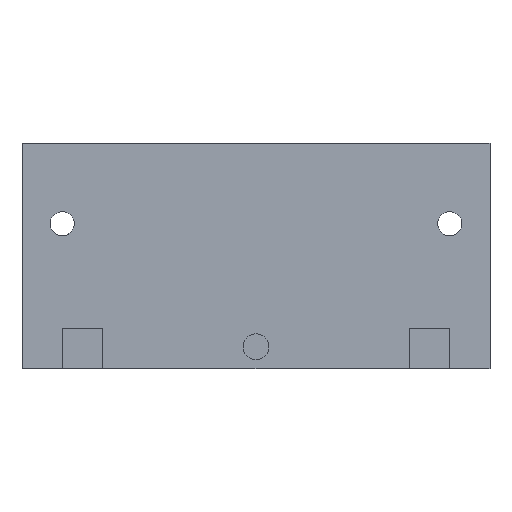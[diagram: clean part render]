
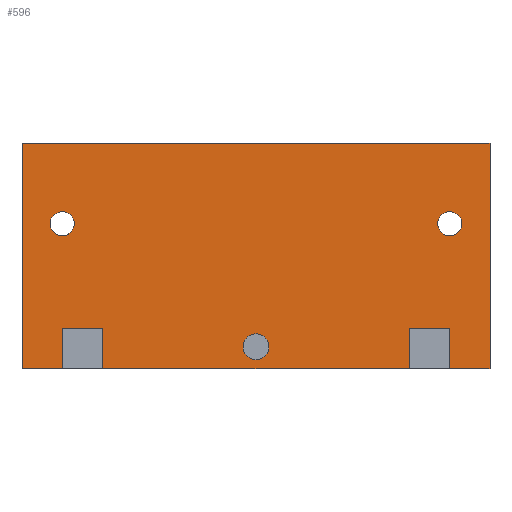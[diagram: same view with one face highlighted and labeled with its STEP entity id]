
A CAD part, front view. The second image highlights one B-rep face of the part: STEP entity #596.
In plain terms, the highlighted planar face has unit normal (0, -1, 0).
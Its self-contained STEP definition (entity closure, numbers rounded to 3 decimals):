
#31=FACE_BOUND('',#116,.T.);
#32=FACE_BOUND('',#117,.T.);
#33=FACE_BOUND('',#118,.T.);
#37=CIRCLE('',#623,1.6);
#39=CIRCLE('',#628,1.5);
#41=CIRCLE('',#631,1.5);
#79=FACE_OUTER_BOUND('',#115,.T.);
#115=EDGE_LOOP('',(#516,#517,#518,#519,#520,#521,#522,#523,#524,#525,#526,
#527));
#116=EDGE_LOOP('',(#528));
#117=EDGE_LOOP('',(#529));
#118=EDGE_LOOP('',(#530));
#149=LINE('',#942,#211);
#153=LINE('',#951,#215);
#157=LINE('',#960,#219);
#161=LINE('',#969,#223);
#163=LINE('',#974,#225);
#169=LINE('',#987,#231);
#171=LINE('',#993,#233);
#176=LINE('',#1005,#238);
#177=LINE('',#1007,#239);
#178=LINE('',#1008,#240);
#181=LINE('',#1014,#243);
#183=LINE('',#1018,#245);
#211=VECTOR('',#741,10.);
#215=VECTOR('',#747,10.);
#219=VECTOR('',#753,10.);
#223=VECTOR('',#759,10.);
#225=VECTOR('',#763,10.);
#231=VECTOR('',#775,10.);
#233=VECTOR('',#781,10.);
#238=VECTOR('',#792,10.);
#239=VECTOR('',#795,10.);
#240=VECTOR('',#796,10.);
#243=VECTOR('',#803,10.);
#245=VECTOR('',#809,10.);
#258=VERTEX_POINT('',#857);
#260=VERTEX_POINT('',#866);
#263=VERTEX_POINT('',#891);
#275=VERTEX_POINT('',#939);
#276=VERTEX_POINT('',#941);
#279=VERTEX_POINT('',#948);
#280=VERTEX_POINT('',#950);
#283=VERTEX_POINT('',#957);
#284=VERTEX_POINT('',#959);
#287=VERTEX_POINT('',#966);
#288=VERTEX_POINT('',#968);
#289=VERTEX_POINT('',#972);
#290=VERTEX_POINT('',#973);
#295=VERTEX_POINT('',#991);
#296=VERTEX_POINT('',#992);
#316=EDGE_CURVE('',#258,#258,#37,.T.);
#320=EDGE_CURVE('',#260,#260,#39,.T.);
#324=EDGE_CURVE('',#263,#263,#41,.T.);
#340=EDGE_CURVE('',#275,#276,#149,.T.);
#344=EDGE_CURVE('',#279,#280,#153,.T.);
#348=EDGE_CURVE('',#283,#284,#157,.T.);
#352=EDGE_CURVE('',#287,#288,#161,.T.);
#354=EDGE_CURVE('',#289,#290,#163,.T.);
#362=EDGE_CURVE('',#283,#288,#169,.T.);
#364=EDGE_CURVE('',#295,#296,#171,.T.);
#371=EDGE_CURVE('',#276,#289,#176,.T.);
#373=EDGE_CURVE('',#296,#287,#177,.T.);
#374=EDGE_CURVE('',#284,#279,#178,.T.);
#378=EDGE_CURVE('',#275,#280,#181,.T.);
#380=EDGE_CURVE('',#290,#295,#183,.T.);
#516=ORIENTED_EDGE('',*,*,#364,.F.);
#517=ORIENTED_EDGE('',*,*,#380,.F.);
#518=ORIENTED_EDGE('',*,*,#354,.F.);
#519=ORIENTED_EDGE('',*,*,#371,.F.);
#520=ORIENTED_EDGE('',*,*,#340,.F.);
#521=ORIENTED_EDGE('',*,*,#378,.T.);
#522=ORIENTED_EDGE('',*,*,#344,.F.);
#523=ORIENTED_EDGE('',*,*,#374,.F.);
#524=ORIENTED_EDGE('',*,*,#348,.F.);
#525=ORIENTED_EDGE('',*,*,#362,.T.);
#526=ORIENTED_EDGE('',*,*,#352,.F.);
#527=ORIENTED_EDGE('',*,*,#373,.F.);
#528=ORIENTED_EDGE('',*,*,#316,.T.);
#529=ORIENTED_EDGE('',*,*,#320,.T.);
#530=ORIENTED_EDGE('',*,*,#324,.T.);
#567=PLANE('',#658);
#596=ADVANCED_FACE('',(#79,#31,#32,#33),#567,.T.);
#623=AXIS2_PLACEMENT_3D('',#858,#694,#695);
#628=AXIS2_PLACEMENT_3D('',#867,#706,#707);
#631=AXIS2_PLACEMENT_3D('',#892,#713,#714);
#658=AXIS2_PLACEMENT_3D('',#1021,#813,#814);
#694=DIRECTION('center_axis',(0.,1.,0.));
#695=DIRECTION('ref_axis',(1.,0.,0.));
#706=DIRECTION('center_axis',(0.,1.,0.));
#707=DIRECTION('ref_axis',(1.,0.,0.));
#713=DIRECTION('center_axis',(0.,1.,0.));
#714=DIRECTION('ref_axis',(1.,0.,0.));
#741=DIRECTION('',(0.,0.,-1.));
#747=DIRECTION('',(0.,0.,1.));
#753=DIRECTION('',(0.,0.,-1.));
#759=DIRECTION('',(0.,0.,1.));
#763=DIRECTION('',(0.,0.,1.));
#775=DIRECTION('',(1.,0.,0.));
#781=DIRECTION('',(0.,0.,-1.));
#792=DIRECTION('',(-1.,0.,0.));
#795=DIRECTION('',(-1.,0.,0.));
#796=DIRECTION('',(-1.,0.,0.));
#803=DIRECTION('',(1.,0.,0.));
#809=DIRECTION('',(1.,0.,0.));
#813=DIRECTION('center_axis',(0.,-1.,0.));
#814=DIRECTION('ref_axis',(1.,0.,0.));
#857=CARTESIAN_POINT('',(27.4,5.,2.75));
#858=CARTESIAN_POINT('Origin',(29.,5.,2.75));
#866=CARTESIAN_POINT('',(3.5,5.,18.));
#867=CARTESIAN_POINT('Origin',(5.,5.,18.));
#891=CARTESIAN_POINT('',(51.5,5.,18.));
#892=CARTESIAN_POINT('Origin',(53.,5.,18.));
#939=CARTESIAN_POINT('',(5.,5.,5.));
#941=CARTESIAN_POINT('',(5.,5.,0.));
#942=CARTESIAN_POINT('',(5.,5.,0.));
#948=CARTESIAN_POINT('',(10.,5.,0.));
#950=CARTESIAN_POINT('',(10.,5.,5.));
#951=CARTESIAN_POINT('',(10.,5.,5.));
#957=CARTESIAN_POINT('',(48.,5.,5.));
#959=CARTESIAN_POINT('',(48.,5.,0.));
#960=CARTESIAN_POINT('',(48.,5.,0.));
#966=CARTESIAN_POINT('',(53.,5.,0.));
#968=CARTESIAN_POINT('',(53.,5.,5.));
#969=CARTESIAN_POINT('',(53.,5.,0.));
#972=CARTESIAN_POINT('',(0.,5.,0.));
#973=CARTESIAN_POINT('',(0.,5.,28.));
#974=CARTESIAN_POINT('',(0.,5.,4.));
#987=CARTESIAN_POINT('',(14.5,5.,5.));
#991=CARTESIAN_POINT('',(58.,5.,28.));
#992=CARTESIAN_POINT('',(58.,5.,0.));
#993=CARTESIAN_POINT('',(58.,5.,4.));
#1005=CARTESIAN_POINT('',(15.75,5.,0.));
#1007=CARTESIAN_POINT('',(42.25,5.,0.));
#1008=CARTESIAN_POINT('',(29.,5.,0.));
#1014=CARTESIAN_POINT('',(14.5,5.,5.));
#1018=CARTESIAN_POINT('',(0.,5.,28.));
#1021=CARTESIAN_POINT('Origin',(0.,5.,8.));
